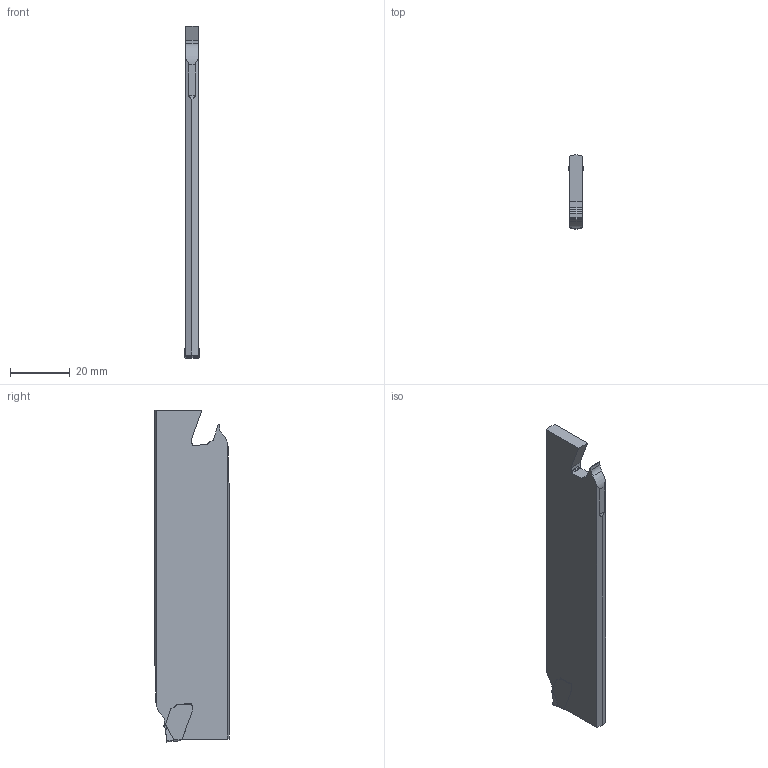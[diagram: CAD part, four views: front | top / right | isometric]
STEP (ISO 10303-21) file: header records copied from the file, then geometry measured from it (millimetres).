
FILE_DESCRIPTION(/* description */ (''),/* implementation_level */ '2;1');
FILE_NAME(/* name */ 'GWB26NA2-H36_CW5_00_MR0_4.stp',/* time_stamp */ '2023-02-27T12:29:15+09:00',/* author */ (''),/* organization */ (''),/* preprocessor_version */ 'ST-DEVELOPER v16',/* originating_system */ 'SIEMENS PLM Software NX 10.0',/* authorisation */ '');
FILE_SCHEMA (('AUTOMOTIVE_DESIGN { 1 0 10303 214 3 1 1 1 }'));
Length unit declared in the file: millimetre
Products named in the file (1): GWB26NA2-H36_CW5_00_MR0_4_ASM
Bounding box: 5 x 24.86 x 111 mm (x, y, z)
Volume: 10799.8 mm3; surface area: 6414.6 mm2
Topology: 2 solids, 2 shells, 107 faces, 335 edges, 273 vertices
Faces by surface type: plane 56, cylinder 37, bspline 12, extrusion 2
Entity records: 4795 total; most frequent: CARTESIAN_POINT 1305, ORIENTED_EDGE 582, DIRECTION 577, EDGE_CURVE 291, VECTOR 217, LINE 215, VERTEX_POINT 188, AXIS2_PLACEMENT_3D 180
